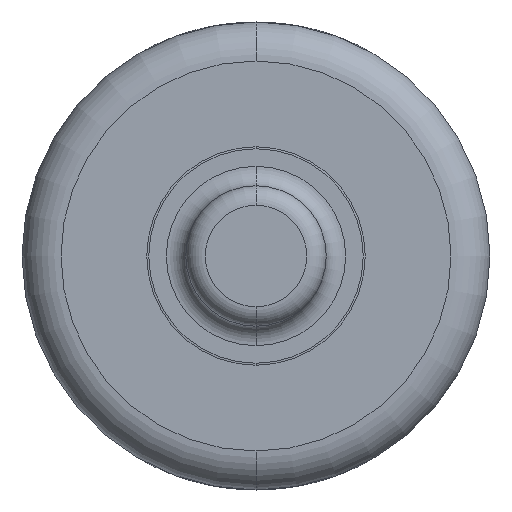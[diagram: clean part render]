
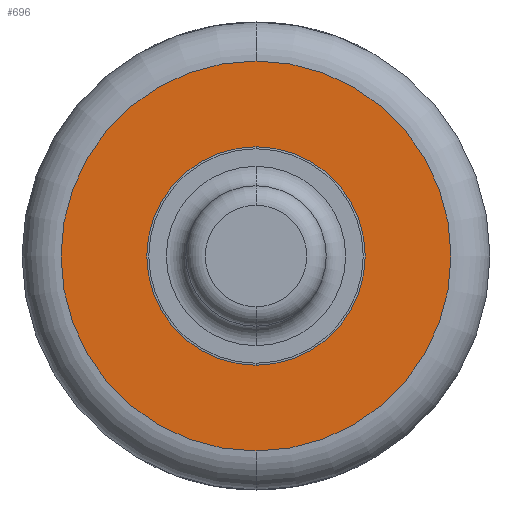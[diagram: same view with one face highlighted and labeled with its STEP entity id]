
A CAD part, front view. The second image highlights one B-rep face of the part: STEP entity #696.
In plain terms, the highlighted planar face has unit normal (0, -1, 0).
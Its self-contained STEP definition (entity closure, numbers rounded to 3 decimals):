
#25 = EDGE_LOOP ( 'NONE', ( #298, #325 ) ) ;
#41 = DIRECTION ( 'NONE',  ( 0., 0., 1. ) ) ;
#55 = AXIS2_PLACEMENT_3D ( 'NONE', #226, #493, #160 ) ;
#71 = ORIENTED_EDGE ( 'NONE', *, *, #433, .T. ) ;
#92 = CARTESIAN_POINT ( 'NONE',  ( 0., 102.5, -2.8 ) ) ;
#114 = DIRECTION ( 'NONE',  ( 0., 0., 1. ) ) ;
#160 = DIRECTION ( 'NONE',  ( 0., 0., 1. ) ) ;
#162 = CARTESIAN_POINT ( 'NONE',  ( 0., 102.5, 0. ) ) ;
#179 = DIRECTION ( 'NONE',  ( 0., 0., 1. ) ) ;
#200 = DIRECTION ( 'NONE',  ( 0., 0., 1. ) ) ;
#210 = PLANE ( 'NONE',  #55 ) ;
#226 = CARTESIAN_POINT ( 'NONE',  ( 1.8, 102.5, 0. ) ) ;
#233 = CARTESIAN_POINT ( 'NONE',  ( 0., 102.5, 2.8 ) ) ;
#234 = EDGE_CURVE ( 'NONE', #494, #543, #324, .T. ) ;
#264 = EDGE_CURVE ( 'NONE', #672, #321, #785, .T. ) ;
#284 = DIRECTION ( 'NONE',  ( 0., 1., 0. ) ) ;
#298 = ORIENTED_EDGE ( 'NONE', *, *, #264, .T. ) ;
#300 = FACE_OUTER_BOUND ( 'NONE', #25, .T. ) ;
#319 = DIRECTION ( 'NONE',  ( 0., 1., 0. ) ) ;
#320 = AXIS2_PLACEMENT_3D ( 'NONE', #329, #331, #114 ) ;
#321 = VERTEX_POINT ( 'NONE', #611 ) ;
#324 = CIRCLE ( 'NONE', #792, 2.8 ) ;
#325 = ORIENTED_EDGE ( 'NONE', *, *, #379, .T. ) ;
#329 = CARTESIAN_POINT ( 'NONE',  ( 0., 102.5, 0. ) ) ;
#331 = DIRECTION ( 'NONE',  ( 0., -1., 0. ) ) ;
#337 = CIRCLE ( 'NONE', #681, 2.8 ) ;
#379 = EDGE_CURVE ( 'NONE', #321, #672, #872, .T. ) ;
#385 = CARTESIAN_POINT ( 'NONE',  ( 0., 102.5, 0. ) ) ;
#433 = EDGE_CURVE ( 'NONE', #543, #494, #337, .T. ) ;
#493 = DIRECTION ( 'NONE',  ( 0., 1., 0. ) ) ;
#494 = VERTEX_POINT ( 'NONE', #92 ) ;
#499 = CARTESIAN_POINT ( 'NONE',  ( 0., 102.5, 5. ) ) ;
#543 = VERTEX_POINT ( 'NONE', #233 ) ;
#587 = DIRECTION ( 'NONE',  ( 0., -1., 0. ) ) ;
#592 = AXIS2_PLACEMENT_3D ( 'NONE', #865, #587, #41 ) ;
#611 = CARTESIAN_POINT ( 'NONE',  ( 0., 102.5, -5. ) ) ;
#672 = VERTEX_POINT ( 'NONE', #499 ) ;
#681 = AXIS2_PLACEMENT_3D ( 'NONE', #385, #319, #179 ) ;
#696 = ADVANCED_FACE ( 'NONE', ( #300, #856 ), #210, .F. ) ;
#734 = EDGE_LOOP ( 'NONE', ( #71, #848 ) ) ;
#785 = CIRCLE ( 'NONE', #320, 5. ) ;
#792 = AXIS2_PLACEMENT_3D ( 'NONE', #162, #284, #200 ) ;
#848 = ORIENTED_EDGE ( 'NONE', *, *, #234, .T. ) ;
#856 = FACE_BOUND ( 'NONE', #734, .T. ) ;
#865 = CARTESIAN_POINT ( 'NONE',  ( 0., 102.5, 0. ) ) ;
#872 = CIRCLE ( 'NONE', #592, 5. ) ;
